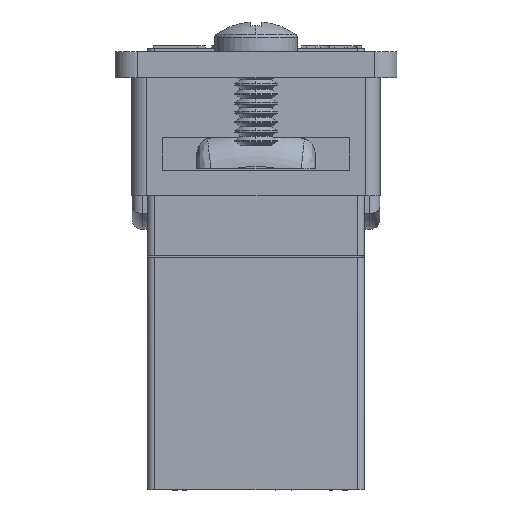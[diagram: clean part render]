
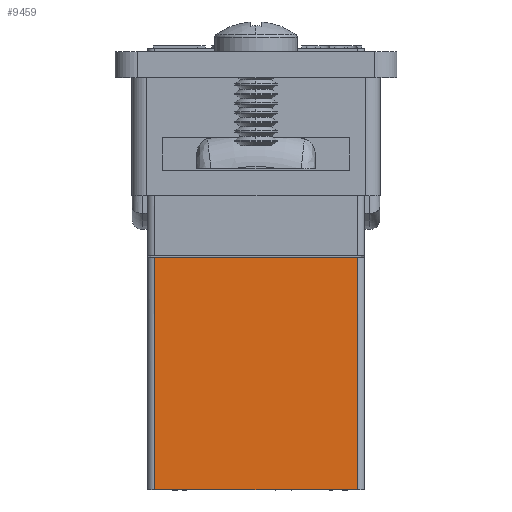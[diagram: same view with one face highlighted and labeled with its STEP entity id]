
A CAD part, front view. The second image highlights one B-rep face of the part: STEP entity #9459.
In plain terms, the highlighted face is planar.
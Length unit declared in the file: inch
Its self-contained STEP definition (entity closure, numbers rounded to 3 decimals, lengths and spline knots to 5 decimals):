
#520 = AXIS2_PLACEMENT_3D ( 'NONE', #755, #1052, #1090 ) ;
#755 = CARTESIAN_POINT ( 'NONE',  ( -0.28937, 0.58661, -0.3189 ) ) ;
#962 = PLANE ( 'NONE',  #520 ) ;
#1052 = DIRECTION ( 'NONE',  ( 0., 0., 1. ) ) ;
#1090 = DIRECTION ( 'NONE',  ( 1., 0., 0. ) ) ;
#1103 = CARTESIAN_POINT ( 'NONE',  ( 0.26969, -0.58661, -0.3189 ) ) ;
#1458 = CARTESIAN_POINT ( 'NONE',  ( 0.26969, 0.03168, -0.3189 ) ) ;
#1462 = CARTESIAN_POINT ( 'NONE',  ( -0.26969, 0.03168, -0.3189 ) ) ;
#1466 = CARTESIAN_POINT ( 'NONE',  ( -0.26969, -0.58661, -0.3189 ) ) ;
#2794 = CARTESIAN_POINT ( 'NONE',  ( -0.26969, 0.58661, -0.3189 ) ) ;
#2799 = CARTESIAN_POINT ( 'NONE',  ( -0.28937, -0.58661, -0.3189 ) ) ;
#2801 = DIRECTION ( 'NONE',  ( -1., 0., 0. ) ) ;
#2802 = DIRECTION ( 'NONE',  ( 0., 1., 0. ) ) ;
#2803 = CARTESIAN_POINT ( 'NONE',  ( 0.278, 0.03168, -0.3189 ) ) ;
#2804 = DIRECTION ( 'NONE',  ( -1., 0., 0. ) ) ;
#2805 = CARTESIAN_POINT ( 'NONE',  ( 0.26969, 0.58661, -0.3189 ) ) ;
#2806 = DIRECTION ( 'NONE',  ( 0., -1., 0. ) ) ;
#5400 = LINE ( 'NONE', #2794, #5407 ) ;
#5402 = LINE ( 'NONE', #2799, #5405 ) ;
#5405 = VECTOR ( 'NONE', #2801, 39.37008 ) ;
#5406 = LINE ( 'NONE', #2803, #5409 ) ;
#5407 = VECTOR ( 'NONE', #2802, 39.37008 ) ;
#5408 = LINE ( 'NONE', #2805, #5411 ) ;
#5409 = VECTOR ( 'NONE', #2804, 39.37008 ) ;
#5411 = VECTOR ( 'NONE', #2806, 39.37008 ) ;
#9459 = ADVANCED_FACE ( 'NONE', ( #17700 ), #962, .F. ) ;
#10527 = VERTEX_POINT ( 'NONE', #1458 ) ;
#10528 = VERTEX_POINT ( 'NONE', #1462 ) ;
#10530 = VERTEX_POINT ( 'NONE', #1466 ) ;
#10537 = VERTEX_POINT ( 'NONE', #1103 ) ;
#14364 = EDGE_LOOP ( 'NONE', ( #17271, #17272, #17273, #17274 ) ) ;
#15370 = EDGE_CURVE ( 'NONE', #10537, #10530, #5402, .T. ) ;
#15371 = EDGE_CURVE ( 'NONE', #10530, #10528, #5400, .T. ) ;
#15372 = EDGE_CURVE ( 'NONE', #10527, #10528, #5406, .T. ) ;
#15373 = EDGE_CURVE ( 'NONE', #10527, #10537, #5408, .T. ) ;
#17271 = ORIENTED_EDGE ( 'NONE', *, *, #15370, .T. ) ;
#17272 = ORIENTED_EDGE ( 'NONE', *, *, #15371, .T. ) ;
#17273 = ORIENTED_EDGE ( 'NONE', *, *, #15372, .F. ) ;
#17274 = ORIENTED_EDGE ( 'NONE', *, *, #15373, .T. ) ;
#17700 = FACE_OUTER_BOUND ( 'NONE', #14364, .T. ) ;
